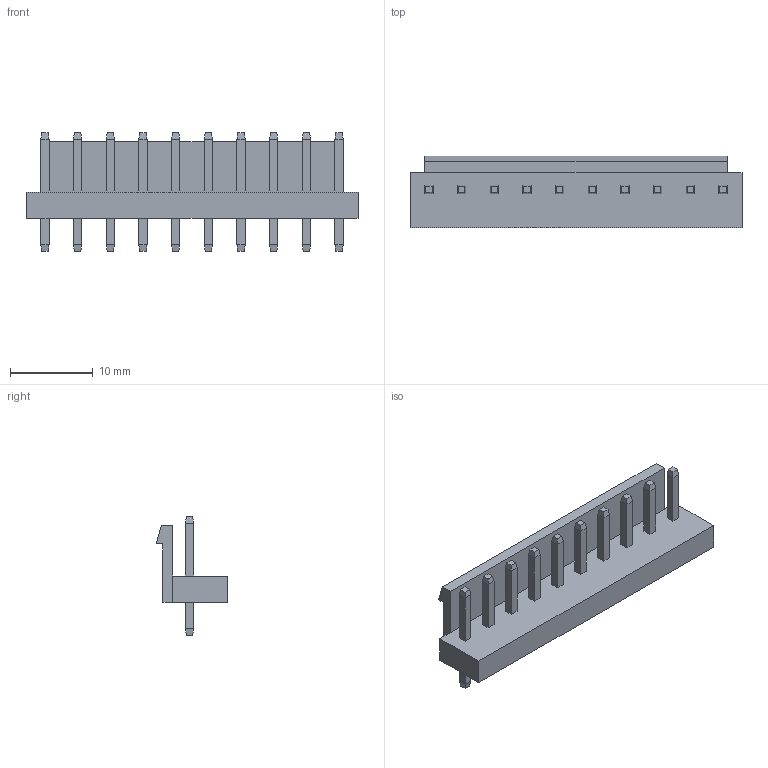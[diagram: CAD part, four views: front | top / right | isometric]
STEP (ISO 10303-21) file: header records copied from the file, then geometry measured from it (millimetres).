
FILE_DESCRIPTION(/* description */ ('Unknown'),/* implementation_level */ '2;1');
FILE_NAME(/* name */ 'JST - VH - Thru (V) - 10Pin - 3.96mm',/* time_stamp */ '2018-11-29T09:03:18-05:00',/* author */ ('Unknown'),/* organization */ ('Unknown'),/* preprocessor_version */ 'ST-DEVELOPER v16.7',/* originating_system */ 'DEX',/* authorisation */ $);
FILE_SCHEMA (('AP203_CONFIGURATION_CONTROLLED_3D_DESIGN_OF_MECHANICAL_PARTS_AND_ASSEMBLIES_MIM_LF { 1 0 10303 203 3 1 4 }','AUTOMOTIVE_DESIGN {1 0 10303 214 3 1 1}'));
Length unit declared in the file: millimetre
Products named in the file (1): JST - VH - Thru (V) - 10Pin - 3.96mm
Bounding box: 40.24 x 8.69 x 14.33 mm (x, y, z)
Volume: 1319.2 mm3; surface area: 2074.2 mm2
Topology: 1 solids, 21 shells, 417 faces, 953 edges, 608 vertices
Faces by surface type: plane 377, bspline 40
Entity records: 15649 total; most frequent: CARTESIAN_POINT 3997, ORIENTED_EDGE 1898, DIRECTION 1439, EDGE_CURVE 949, LINE 683, VECTOR 683, VERTEX_POINT 608, EDGE_LOOP 463
